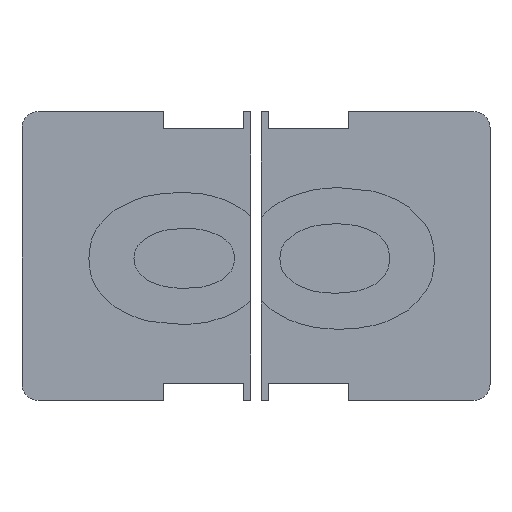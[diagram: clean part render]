
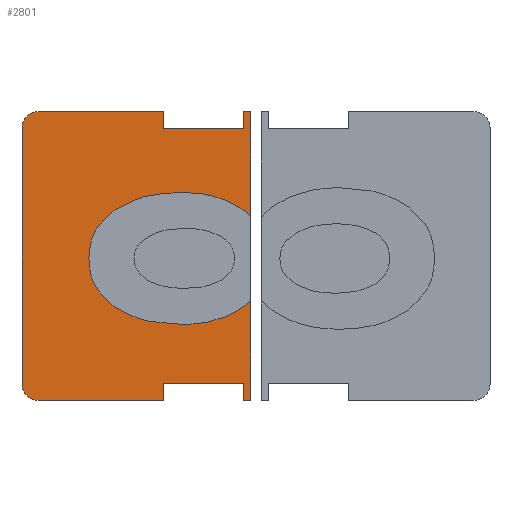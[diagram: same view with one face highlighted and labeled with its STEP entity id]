
A CAD part, top view. The second image highlights one B-rep face of the part: STEP entity #2801.
In plain terms, the highlighted planar face has unit normal (0, 0, 1).
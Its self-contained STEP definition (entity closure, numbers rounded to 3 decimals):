
#22=CIRCLE('',#2892,3.);
#24=CIRCLE('',#2896,3.);
#275=FACE_OUTER_BOUND('',#433,.T.);
#433=EDGE_LOOP('',(#2537,#2538,#2539,#2540,#2541,#2542,#2543,#2544,#2545,
#2546,#2547,#2548,#2549,#2550,#2551,#2552,#2553,#2554,#2555,#2556,#2557,
#2558,#2559));
#607=LINE('',#5783,#833);
#609=LINE('',#5801,#835);
#629=LINE('',#6339,#855);
#632=LINE('',#6345,#858);
#635=LINE('',#6351,#861);
#638=LINE('',#6355,#864);
#640=LINE('',#6360,#866);
#643=LINE('',#6366,#869);
#646=LINE('',#6372,#872);
#649=LINE('',#6378,#875);
#652=LINE('',#6384,#878);
#656=LINE('',#6396,#882);
#660=LINE('',#6406,#886);
#833=VECTOR('',#3188,10.);
#835=VECTOR('',#3190,10.);
#855=VECTOR('',#3216,10.);
#858=VECTOR('',#3221,10.);
#861=VECTOR('',#3226,10.);
#864=VECTOR('',#3231,10.);
#866=VECTOR('',#3235,10.);
#869=VECTOR('',#3240,10.);
#872=VECTOR('',#3245,10.);
#875=VECTOR('',#3250,10.);
#878=VECTOR('',#3255,10.);
#882=VECTOR('',#3267,10.);
#886=VECTOR('',#3279,10.);
#1036=B_SPLINE_CURVE_WITH_KNOTS('',3,(#5835,#5836,#5837,#5838,#5839),
 .UNSPECIFIED.,.F.,.F.,(4,1,4),(0.,0.323,0.672),
 .UNSPECIFIED.);
#1038=B_SPLINE_CURVE_WITH_KNOTS('',3,(#5868,#5869,#5870,#5871,#5872),
 .UNSPECIFIED.,.F.,.F.,(4,1,4),(0.,0.383,0.719),
 .UNSPECIFIED.);
#1040=B_SPLINE_CURVE_WITH_KNOTS('',3,(#5901,#5902,#5903,#5904,#5905),
 .UNSPECIFIED.,.F.,.F.,(4,1,4),(0.,0.336,0.717),
 .UNSPECIFIED.);
#1042=B_SPLINE_CURVE_WITH_KNOTS('',3,(#5934,#5935,#5936,#5937,#5938),
 .UNSPECIFIED.,.F.,.F.,(4,1,4),(0.,0.349,0.672),
 .UNSPECIFIED.);
#1044=B_SPLINE_CURVE_WITH_KNOTS('',3,(#5967,#5968,#5969,#5970,#5971),
 .UNSPECIFIED.,.F.,.F.,(4,1,4),(0.,0.203,0.413),
 .UNSPECIFIED.);
#1046=B_SPLINE_CURVE_WITH_KNOTS('',3,(#5998,#5999,#6000,#6001,#6002),
 .UNSPECIFIED.,.F.,.F.,(4,1,4),(0.103,0.209,0.412),
 .UNSPECIFIED.);
#1048=B_SPLINE_CURVE_WITH_KNOTS('',3,(#6031,#6032,#6033,#6034,#6035),
 .UNSPECIFIED.,.F.,.F.,(4,1,4),(0.,0.211,0.414),
 .UNSPECIFIED.);
#1066=B_SPLINE_CURVE_WITH_KNOTS('',3,(#6326,#6327,#6328,#6329,#6330),
 .UNSPECIFIED.,.F.,.F.,(4,1,4),(0.,0.203,0.31),
 .UNSPECIFIED.);
#1282=VERTEX_POINT('',#5780);
#1283=VERTEX_POINT('',#5782);
#1286=VERTEX_POINT('',#5793);
#1287=VERTEX_POINT('',#5800);
#1291=VERTEX_POINT('',#5832);
#1292=VERTEX_POINT('',#5834);
#1294=VERTEX_POINT('',#5867);
#1296=VERTEX_POINT('',#5900);
#1298=VERTEX_POINT('',#5933);
#1300=VERTEX_POINT('',#5966);
#1302=VERTEX_POINT('',#6029);
#1321=VERTEX_POINT('',#6336);
#1322=VERTEX_POINT('',#6338);
#1324=VERTEX_POINT('',#6344);
#1326=VERTEX_POINT('',#6350);
#1328=VERTEX_POINT('',#6359);
#1330=VERTEX_POINT('',#6365);
#1332=VERTEX_POINT('',#6371);
#1334=VERTEX_POINT('',#6377);
#1336=VERTEX_POINT('',#6383);
#1338=VERTEX_POINT('',#6389);
#1340=VERTEX_POINT('',#6395);
#1342=VERTEX_POINT('',#6401);
#1665=EDGE_CURVE('',#1283,#1282,#607,.T.);
#1669=EDGE_CURVE('',#1287,#1286,#609,.T.);
#1674=EDGE_CURVE('',#1292,#1291,#1036,.T.);
#1677=EDGE_CURVE('',#1294,#1292,#1038,.T.);
#1680=EDGE_CURVE('',#1296,#1294,#1040,.T.);
#1683=EDGE_CURVE('',#1298,#1296,#1042,.T.);
#1686=EDGE_CURVE('',#1300,#1298,#1044,.T.);
#1689=EDGE_CURVE('',#1286,#1300,#1046,.T.);
#1692=EDGE_CURVE('',#1291,#1302,#1048,.T.);
#1718=EDGE_CURVE('',#1302,#1283,#1066,.T.);
#1721=EDGE_CURVE('',#1322,#1321,#629,.T.);
#1724=EDGE_CURVE('',#1324,#1322,#632,.T.);
#1727=EDGE_CURVE('',#1326,#1324,#635,.T.);
#1730=EDGE_CURVE('',#1282,#1326,#638,.T.);
#1732=EDGE_CURVE('',#1328,#1287,#640,.T.);
#1735=EDGE_CURVE('',#1330,#1328,#643,.T.);
#1738=EDGE_CURVE('',#1332,#1330,#646,.T.);
#1741=EDGE_CURVE('',#1334,#1332,#649,.T.);
#1744=EDGE_CURVE('',#1336,#1334,#652,.T.);
#1747=EDGE_CURVE('',#1338,#1336,#22,.T.);
#1750=EDGE_CURVE('',#1340,#1338,#656,.T.);
#1753=EDGE_CURVE('',#1342,#1340,#24,.T.);
#1756=EDGE_CURVE('',#1321,#1342,#660,.T.);
#2537=ORIENTED_EDGE('',*,*,#1718,.T.);
#2538=ORIENTED_EDGE('',*,*,#1665,.T.);
#2539=ORIENTED_EDGE('',*,*,#1730,.T.);
#2540=ORIENTED_EDGE('',*,*,#1727,.T.);
#2541=ORIENTED_EDGE('',*,*,#1724,.T.);
#2542=ORIENTED_EDGE('',*,*,#1721,.T.);
#2543=ORIENTED_EDGE('',*,*,#1756,.T.);
#2544=ORIENTED_EDGE('',*,*,#1753,.T.);
#2545=ORIENTED_EDGE('',*,*,#1750,.T.);
#2546=ORIENTED_EDGE('',*,*,#1747,.T.);
#2547=ORIENTED_EDGE('',*,*,#1744,.T.);
#2548=ORIENTED_EDGE('',*,*,#1741,.T.);
#2549=ORIENTED_EDGE('',*,*,#1738,.T.);
#2550=ORIENTED_EDGE('',*,*,#1735,.T.);
#2551=ORIENTED_EDGE('',*,*,#1732,.T.);
#2552=ORIENTED_EDGE('',*,*,#1669,.T.);
#2553=ORIENTED_EDGE('',*,*,#1689,.T.);
#2554=ORIENTED_EDGE('',*,*,#1686,.T.);
#2555=ORIENTED_EDGE('',*,*,#1683,.T.);
#2556=ORIENTED_EDGE('',*,*,#1680,.T.);
#2557=ORIENTED_EDGE('',*,*,#1677,.T.);
#2558=ORIENTED_EDGE('',*,*,#1674,.T.);
#2559=ORIENTED_EDGE('',*,*,#1692,.T.);
#2649=PLANE('',#2898);
#2801=ADVANCED_FACE('',(#275),#2649,.T.);
#2892=AXIS2_PLACEMENT_3D('',#6390,#3261,#3262);
#2896=AXIS2_PLACEMENT_3D('',#6402,#3273,#3274);
#2898=AXIS2_PLACEMENT_3D('',#6407,#3280,#3281);
#3188=DIRECTION('',(0.,1.,0.));
#3190=DIRECTION('',(0.,1.,0.));
#3216=DIRECTION('',(0.,1.,0.));
#3221=DIRECTION('',(-1.,0.,0.));
#3226=DIRECTION('',(0.,-1.,0.));
#3231=DIRECTION('',(-1.,0.,0.));
#3235=DIRECTION('',(1.,0.,0.));
#3240=DIRECTION('',(0.,-1.,0.));
#3245=DIRECTION('',(1.,0.,0.));
#3250=DIRECTION('',(0.,1.,0.));
#3255=DIRECTION('',(1.,0.,0.));
#3261=DIRECTION('center_axis',(0.,0.,1.));
#3262=DIRECTION('ref_axis',(-1.,0.,0.));
#3267=DIRECTION('',(0.,-1.,0.));
#3273=DIRECTION('center_axis',(0.,0.,1.));
#3274=DIRECTION('ref_axis',(0.,1.,0.));
#3279=DIRECTION('',(-1.,0.,0.));
#3280=DIRECTION('center_axis',(0.,0.,1.));
#3281=DIRECTION('ref_axis',(1.,0.,0.));
#5780=CARTESIAN_POINT('',(42.8,54.,0.6));
#5782=CARTESIAN_POINT('',(42.8,34.419,0.6));
#5783=CARTESIAN_POINT('',(42.8,54.,0.6));
#5793=CARTESIAN_POINT('',(42.8,18.63,0.6));
#5800=CARTESIAN_POINT('',(42.8,0.,0.6));
#5801=CARTESIAN_POINT('',(42.8,54.,0.6));
#5832=CARTESIAN_POINT('',(29.993,38.91,0.6));
#5834=CARTESIAN_POINT('',(17.229,35.572,0.6));
#5835=CARTESIAN_POINT('Ctrl Pts',(17.229,35.572,0.6));
#5836=CARTESIAN_POINT('Ctrl Pts',(18.989,36.545,0.6));
#5837=CARTESIAN_POINT('Ctrl Pts',(22.652,38.571,0.6));
#5838=CARTESIAN_POINT('Ctrl Pts',(27.483,38.794,0.6));
#5839=CARTESIAN_POINT('Ctrl Pts',(29.993,38.91,0.6));
#5867=CARTESIAN_POINT('',(12.513,26.532,0.6));
#5868=CARTESIAN_POINT('Ctrl Pts',(12.513,26.532,0.6));
#5869=CARTESIAN_POINT('Ctrl Pts',(12.653,28.293,0.6));
#5870=CARTESIAN_POINT('Ctrl Pts',(12.917,31.6,0.6));
#5871=CARTESIAN_POINT('Ctrl Pts',(15.855,34.306,0.6));
#5872=CARTESIAN_POINT('Ctrl Pts',(17.229,35.572,0.6));
#5900=CARTESIAN_POINT('',(17.229,17.52,0.6));
#5901=CARTESIAN_POINT('Ctrl Pts',(17.229,17.52,0.6));
#5902=CARTESIAN_POINT('Ctrl Pts',(15.855,18.783,0.6));
#5903=CARTESIAN_POINT('Ctrl Pts',(12.921,21.481,0.6));
#5904=CARTESIAN_POINT('Ctrl Pts',(12.654,24.779,0.6));
#5905=CARTESIAN_POINT('Ctrl Pts',(12.513,26.532,0.6));
#5933=CARTESIAN_POINT('',(29.993,14.182,0.6));
#5934=CARTESIAN_POINT('Ctrl Pts',(29.993,14.182,0.6));
#5935=CARTESIAN_POINT('Ctrl Pts',(27.483,14.298,0.6));
#5936=CARTESIAN_POINT('Ctrl Pts',(22.652,14.521,0.6));
#5937=CARTESIAN_POINT('Ctrl Pts',(18.989,16.547,0.6));
#5938=CARTESIAN_POINT('Ctrl Pts',(17.229,17.52,0.6));
#5966=CARTESIAN_POINT('',(38.258,15.684,0.6));
#5967=CARTESIAN_POINT('Ctrl Pts',(38.258,15.684,0.6));
#5968=CARTESIAN_POINT('Ctrl Pts',(36.991,15.246,0.6));
#5969=CARTESIAN_POINT('Ctrl Pts',(34.41,14.353,0.6));
#5970=CARTESIAN_POINT('Ctrl Pts',(31.484,14.24,0.6));
#5971=CARTESIAN_POINT('Ctrl Pts',(29.993,14.182,0.6));
#5998=CARTESIAN_POINT('Ctrl Pts',(42.8,18.63,0.6));
#5999=CARTESIAN_POINT('Ctrl Pts',(42.394,18.227,0.6));
#6000=CARTESIAN_POINT('Ctrl Pts',(41.133,17.102,0.6));
#6001=CARTESIAN_POINT('Ctrl Pts',(39.397,16.246,0.6));
#6002=CARTESIAN_POINT('Ctrl Pts',(38.258,15.684,0.6));
#6029=CARTESIAN_POINT('',(38.258,37.38,0.6));
#6031=CARTESIAN_POINT('Ctrl Pts',(29.993,38.91,0.6));
#6032=CARTESIAN_POINT('Ctrl Pts',(31.485,38.851,0.6));
#6033=CARTESIAN_POINT('Ctrl Pts',(34.417,38.734,0.6));
#6034=CARTESIAN_POINT('Ctrl Pts',(36.992,37.827,0.6));
#6035=CARTESIAN_POINT('Ctrl Pts',(38.258,37.38,0.6));
#6326=CARTESIAN_POINT('Ctrl Pts',(38.258,37.38,0.6));
#6327=CARTESIAN_POINT('Ctrl Pts',(39.398,36.817,0.6));
#6328=CARTESIAN_POINT('Ctrl Pts',(41.137,35.956,0.6));
#6329=CARTESIAN_POINT('Ctrl Pts',(42.395,34.825,0.6));
#6330=CARTESIAN_POINT('Ctrl Pts',(42.8,34.419,0.6));
#6336=CARTESIAN_POINT('',(26.4,54.,0.6));
#6338=CARTESIAN_POINT('',(26.4,50.8,0.6));
#6339=CARTESIAN_POINT('',(26.4,54.,0.6));
#6344=CARTESIAN_POINT('',(41.4,50.8,0.6));
#6345=CARTESIAN_POINT('',(26.4,50.8,0.6));
#6350=CARTESIAN_POINT('',(41.4,54.,0.6));
#6351=CARTESIAN_POINT('',(41.4,50.8,0.6));
#6355=CARTESIAN_POINT('',(82.6,54.,0.6));
#6359=CARTESIAN_POINT('',(41.4,0.,0.6));
#6360=CARTESIAN_POINT('',(3.,0.,0.6));
#6365=CARTESIAN_POINT('',(41.4,3.2,0.6));
#6366=CARTESIAN_POINT('',(41.4,3.2,0.6));
#6371=CARTESIAN_POINT('',(26.4,3.2,0.6));
#6372=CARTESIAN_POINT('',(26.4,3.2,0.6));
#6377=CARTESIAN_POINT('',(26.4,0.,0.6));
#6378=CARTESIAN_POINT('',(26.4,0.,0.6));
#6383=CARTESIAN_POINT('',(3.,0.,0.6));
#6384=CARTESIAN_POINT('',(3.,0.,0.6));
#6389=CARTESIAN_POINT('',(0.,3.,0.6));
#6390=CARTESIAN_POINT('Origin',(3.,3.,0.6));
#6395=CARTESIAN_POINT('',(0.,51.,0.6));
#6396=CARTESIAN_POINT('',(0.,51.,0.6));
#6401=CARTESIAN_POINT('',(3.,54.,0.6));
#6402=CARTESIAN_POINT('Origin',(3.,51.,0.6));
#6406=CARTESIAN_POINT('',(82.6,54.,0.6));
#6407=CARTESIAN_POINT('Origin',(21.4,27.,0.6));
